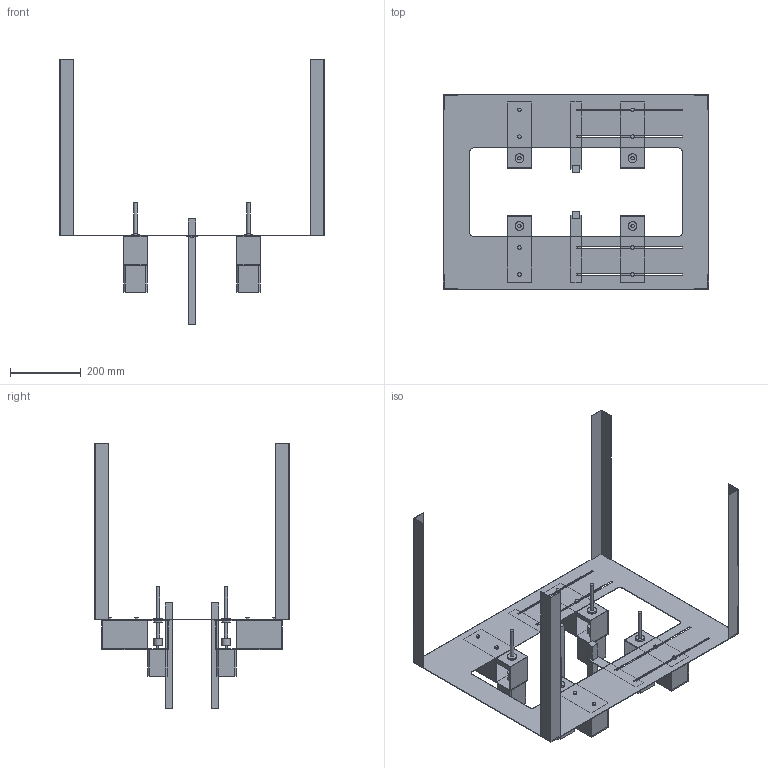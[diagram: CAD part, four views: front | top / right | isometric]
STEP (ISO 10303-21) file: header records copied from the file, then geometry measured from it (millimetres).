
FILE_DESCRIPTION(/* description */ (''),/* implementation_level */ '2;1');
FILE_NAME(/* name */ 'Inner Structure.step',/* time_stamp */ '2024-03-31T00:22:09+05:30',/* author */ (''),/* organization */ (''),/* preprocessor_version */ 'ST-DEVELOPER v20',/* originating_system */ 'Autodesk Translation Framework v12.20.1.177',/* authorisation */ '');
FILE_SCHEMA (('AUTOMOTIVE_DESIGN { 1 0 10303 214 3 1 1 }'));
Length unit declared in the file: millimetre
Products named in the file (2): Design_Idea2; Component1
Assembly tree (1 placements, depth 2):
  Design_Idea2
    Component1
Bounding box: 750 x 550 x 752 mm (x, y, z)
Volume: 2777577.8 mm3; surface area: 1405020 mm2
Topology: 1 solids, 1 shells, 270 faces, 696 edges, 452 vertices
Faces by surface type: plane 226, cylinder 44
Full cylindrical faces by diameter (mm): 6.35 x4, 10 x20, 15 x4, 25 x12
Entity records: 8259 total; most frequent: CARTESIAN_POINT 1421, ORIENTED_EDGE 1392, DIRECTION 1346, EDGE_CURVE 696, LINE 592, VECTOR 592, VERTEX_POINT 452, AXIS2_PLACEMENT_3D 377
